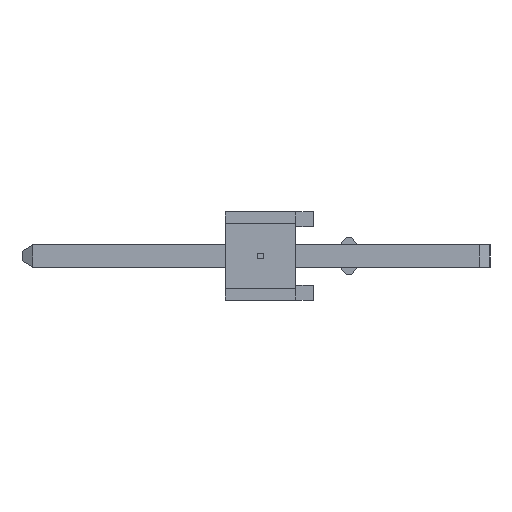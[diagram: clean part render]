
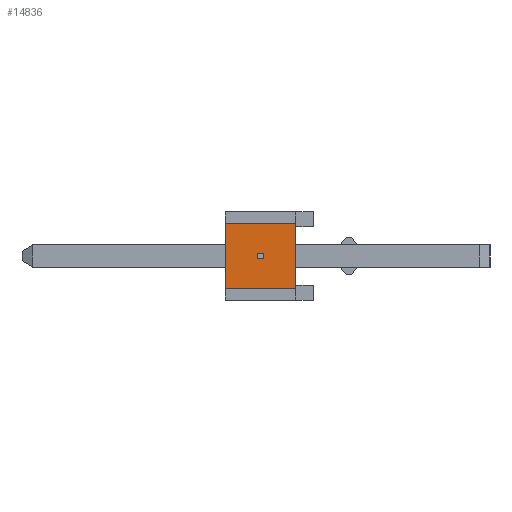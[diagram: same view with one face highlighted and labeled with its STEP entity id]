
A CAD part, left-side view. The second image highlights one B-rep face of the part: STEP entity #14836.
In plain terms, the highlighted planar face has unit normal (-1, 0, 0).
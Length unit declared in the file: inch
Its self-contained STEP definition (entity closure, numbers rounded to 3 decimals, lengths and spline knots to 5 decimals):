
#1799=ORIENTED_EDGE('',*,*,#5541,.F.);
#1800=ORIENTED_EDGE('',*,*,#5542,.F.);
#1801=ORIENTED_EDGE('',*,*,#5543,.F.);
#1802=ORIENTED_EDGE('',*,*,#5544,.F.);
#1803=ORIENTED_EDGE('',*,*,#5545,.F.);
#1804=ORIENTED_EDGE('',*,*,#5546,.F.);
#1805=ORIENTED_EDGE('',*,*,#5547,.F.);
#1806=ORIENTED_EDGE('',*,*,#5548,.F.);
#5541=EDGE_CURVE('',#7243,#7244,#8973,.T.);
#5542=EDGE_CURVE('',#7245,#7243,#8974,.T.);
#5543=EDGE_CURVE('',#7246,#7245,#8975,.T.);
#5544=EDGE_CURVE('',#7244,#7246,#8976,.T.);
#5545=EDGE_CURVE('',#7247,#7248,#8977,.T.);
#5546=EDGE_CURVE('',#7249,#7247,#8978,.T.);
#5547=EDGE_CURVE('',#7250,#7249,#8979,.T.);
#5548=EDGE_CURVE('',#7248,#7250,#8980,.T.);
#7243=VERTEX_POINT('',#22447);
#7244=VERTEX_POINT('',#22448);
#7245=VERTEX_POINT('',#22450);
#7246=VERTEX_POINT('',#22452);
#7247=VERTEX_POINT('',#22455);
#7248=VERTEX_POINT('',#22456);
#7249=VERTEX_POINT('',#22458);
#7250=VERTEX_POINT('',#22460);
#8973=LINE('',#22446,#11081);
#8974=LINE('',#22449,#11082);
#8975=LINE('',#22451,#11083);
#8976=LINE('',#22453,#11084);
#8977=LINE('',#22454,#11085);
#8978=LINE('',#22457,#11086);
#8979=LINE('',#22459,#11087);
#8980=LINE('',#22461,#11088);
#11081=VECTOR('',#18152,39.37008);
#11082=VECTOR('',#18153,39.37008);
#11083=VECTOR('',#18154,39.37008);
#11084=VECTOR('',#18155,39.37008);
#11085=VECTOR('',#18156,39.37008);
#11086=VECTOR('',#18157,39.37008);
#11087=VECTOR('',#18158,39.37008);
#11088=VECTOR('',#18159,39.37008);
#12243=EDGE_LOOP('',(#1799,#1800,#1801,#1802));
#12244=EDGE_LOOP('',(#1803,#1804,#1805,#1806));
#13129=FACE_BOUND('',#12243,.T.);
#13130=FACE_BOUND('',#12244,.T.);
#14015=PLANE('',#15683);
#14836=ADVANCED_FACE('',(#13129,#13130),#14015,.F.);
#15683=AXIS2_PLACEMENT_3D('',#22445,#18150,#18151);
#18150=DIRECTION('',(1.,0.,0.));
#18151=DIRECTION('',(0.,0.,-1.));
#18152=DIRECTION('',(0.,0.,-1.));
#18153=DIRECTION('',(0.,1.,0.));
#18154=DIRECTION('',(0.,0.,1.));
#18155=DIRECTION('',(0.,-1.,0.));
#18156=DIRECTION('',(0.,0.,-1.));
#18157=DIRECTION('',(0.,-1.,0.));
#18158=DIRECTION('',(0.,0.,1.));
#18159=DIRECTION('',(0.,1.,0.));
#22445=CARTESIAN_POINT('',(-0.792,0.,0.));
#22446=CARTESIAN_POINT('',(-0.792,0.06353,0.));
#22447=CARTESIAN_POINT('',(-0.792,0.06353,0.00339));
#22448=CARTESIAN_POINT('',(-0.792,0.06353,-0.00339));
#22449=CARTESIAN_POINT('',(-0.792,0.,0.00339));
#22450=CARTESIAN_POINT('',(-0.792,0.05647,0.00339));
#22451=CARTESIAN_POINT('',(-0.792,0.05647,0.));
#22452=CARTESIAN_POINT('',(-0.792,0.05647,-0.00339));
#22453=CARTESIAN_POINT('',(-0.792,0.,-0.00339));
#22454=CARTESIAN_POINT('',(-0.792,0.02,0.));
#22455=CARTESIAN_POINT('',(-0.792,0.02,0.037));
#22456=CARTESIAN_POINT('',(-0.792,0.02,-0.037));
#22457=CARTESIAN_POINT('',(-0.792,0.1,0.037));
#22458=CARTESIAN_POINT('',(-0.792,0.1,0.037));
#22459=CARTESIAN_POINT('',(-0.792,0.1,-0.037));
#22460=CARTESIAN_POINT('',(-0.792,0.1,-0.037));
#22461=CARTESIAN_POINT('',(-0.792,0.,-0.037));
